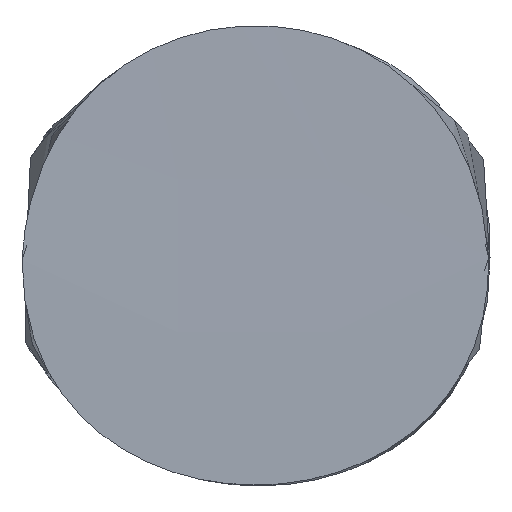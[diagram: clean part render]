
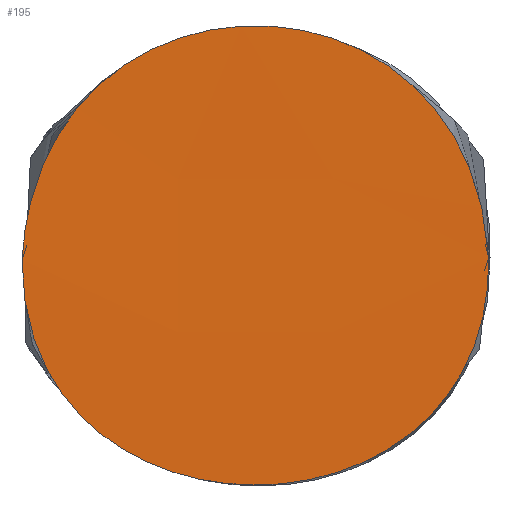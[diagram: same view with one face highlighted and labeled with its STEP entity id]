
A CAD part, front view. The second image highlights one B-rep face of the part: STEP entity #195.
In plain terms, the highlighted free-form (B-spline) face has degree [3, 3] with [4, 4] control points.
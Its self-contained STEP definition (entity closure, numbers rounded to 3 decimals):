
#24 = VERTEX_POINT('',#25);
#25 = CARTESIAN_POINT('',(-0.206,-0.998,
    -0.004));
#32 = B_SPLINE_SURFACE_WITH_KNOTS('',3,3,(
    (#33,#34,#35,#36)
    ,(#37,#38,#39,#40)
    ,(#41,#42,#43,#44)
    ,(#45,#46,#47,#48
    )),.UNSPECIFIED.,.F.,.F.,.F.,(4,4),(4,4),(0.,1.),(0.,1.),
  .PIECEWISE_BEZIER_KNOTS.);
#33 = CARTESIAN_POINT('',(0.228,1.041,
    -0.048));
#34 = CARTESIAN_POINT('',(0.234,0.339,
    -0.041));
#35 = CARTESIAN_POINT('',(0.243,-0.349,
    -0.033));
#36 = CARTESIAN_POINT('',(0.238,-1.048,
    -0.044));
#37 = CARTESIAN_POINT('',(0.224,1.043,0.245)
  );
#38 = CARTESIAN_POINT('',(0.237,0.361,0.244)
  );
#39 = CARTESIAN_POINT('',(0.212,-0.363,0.252)
  );
#40 = CARTESIAN_POINT('',(0.233,-1.039,0.252)
  );
#41 = CARTESIAN_POINT('',(-0.229,1.047,0.26)
  );
#42 = CARTESIAN_POINT('',(-0.236,0.336,0.262)
  );
#43 = CARTESIAN_POINT('',(-0.211,-0.334,0.261
    ));
#44 = CARTESIAN_POINT('',(-0.216,-1.052,0.268
    ));
#45 = CARTESIAN_POINT('',(-0.237,1.044,
    -0.037));
#46 = CARTESIAN_POINT('',(-0.236,0.357,
    -0.032));
#47 = CARTESIAN_POINT('',(-0.23,-0.348,
    -0.022));
#48 = CARTESIAN_POINT('',(-0.222,-1.035,
    -0.036));
#57 = B_SPLINE_SURFACE_WITH_KNOTS('',3,3,(
    (#58,#59,#60,#61)
    ,(#62,#63,#64,#65)
    ,(#66,#67,#68,#69)
    ,(#70,#71,#72,#73
    )),.UNSPECIFIED.,.F.,.F.,.F.,(4,4),(4,4),(0.,1.),(0.,1.),
  .PIECEWISE_BEZIER_KNOTS.);
#58 = CARTESIAN_POINT('',(-0.238,1.054,
    0.033));
#59 = CARTESIAN_POINT('',(-0.22,0.36,
    0.031));
#60 = CARTESIAN_POINT('',(-0.242,-0.341,
    0.025));
#61 = CARTESIAN_POINT('',(-0.221,-1.046,
    0.029));
#62 = CARTESIAN_POINT('',(-0.228,1.056,-0.258
    ));
#63 = CARTESIAN_POINT('',(-0.233,0.336,-0.279
    ));
#64 = CARTESIAN_POINT('',(-0.217,-0.357,
    -0.251));
#65 = CARTESIAN_POINT('',(-0.22,-1.061,
    -0.269));
#66 = CARTESIAN_POINT('',(0.235,1.054,-0.25)
  );
#67 = CARTESIAN_POINT('',(0.235,0.37,-0.227)
  );
#68 = CARTESIAN_POINT('',(0.233,-0.356,-0.243
    ));
#69 = CARTESIAN_POINT('',(0.242,-1.048,-0.249
    ));
#70 = CARTESIAN_POINT('',(0.223,1.056,
    0.049));
#71 = CARTESIAN_POINT('',(0.235,0.349,
    0.036));
#72 = CARTESIAN_POINT('',(0.228,-0.34,
    0.046));
#73 = CARTESIAN_POINT('',(0.239,-1.046,
    0.05));
#82 = EDGE_CURVE('',#83,#24,#85,.T.);
#83 = VERTEX_POINT('',#84);
#84 = CARTESIAN_POINT('',(0.202,-0.996,
    -0.002));
#85 = SURFACE_CURVE('',#86,(#91,#101),.PCURVE_S1.);
#86 = B_SPLINE_CURVE_WITH_KNOTS('',3,(#87,#88,#89,#90),.UNSPECIFIED.,.F.
  ,.F.,(4,4),(0.,1.),.PIECEWISE_BEZIER_KNOTS.);
#87 = CARTESIAN_POINT('',(0.202,-0.996,
    -0.002));
#88 = CARTESIAN_POINT('',(0.187,-0.996,0.269)
  );
#89 = CARTESIAN_POINT('',(-0.191,-0.996,0.268)
  );
#90 = CARTESIAN_POINT('',(-0.206,-0.998,
    -0.004));
#91 = PCURVE('',#32,#92);
#92 = DEFINITIONAL_REPRESENTATION('',(#93),#100);
#93 = B_SPLINE_CURVE_WITH_KNOTS('',5,(#94,#95,#96,#97,#98,#99),
  .UNSPECIFIED.,.F.,.F.,(6,6),(0.,1.),.PIECEWISE_BEZIER_KNOTS.);
#94 = CARTESIAN_POINT('',(0.056,0.976));
#95 = CARTESIAN_POINT('',(0.258,0.977));
#96 = CARTESIAN_POINT('',(0.499,0.977));
#97 = CARTESIAN_POINT('',(0.537,0.976));
#98 = CARTESIAN_POINT('',(0.769,0.977));
#99 = CARTESIAN_POINT('',(0.962,0.981));
#100 = ( GEOMETRIC_REPRESENTATION_CONTEXT(2) 
PARAMETRIC_REPRESENTATION_CONTEXT() REPRESENTATION_CONTEXT('2D SPACE',''
  ) );
#101 = PCURVE('',#102,#119);
#102 = B_SPLINE_SURFACE_WITH_KNOTS('',3,3,(
    (#103,#104,#105,#106)
    ,(#107,#108,#109,#110)
    ,(#111,#112,#113,#114)
    ,(#115,#116,#117,#118
    )),.UNSPECIFIED.,.F.,.F.,.F.,(4,4),(4,4),(0.,1.),(0.,1.),
  .PIECEWISE_BEZIER_KNOTS.);
#103 = CARTESIAN_POINT('',(-0.21,-0.997,
    -0.204));
#104 = CARTESIAN_POINT('',(-0.21,-0.998,
    -0.066));
#105 = CARTESIAN_POINT('',(-0.21,-0.997,
    0.073));
#106 = CARTESIAN_POINT('',(-0.21,-0.997,
    0.211));
#107 = CARTESIAN_POINT('',(-0.072,-0.996,
    -0.203));
#108 = CARTESIAN_POINT('',(-0.071,-0.999,
    -0.062));
#109 = CARTESIAN_POINT('',(-0.07,-0.995,
    0.071));
#110 = CARTESIAN_POINT('',(-0.072,-0.997,
    0.212));
#111 = CARTESIAN_POINT('',(0.068,-0.998,
    -0.201));
#112 = CARTESIAN_POINT('',(0.069,-0.997,
    -0.066));
#113 = CARTESIAN_POINT('',(0.067,-0.998,
    0.075));
#114 = CARTESIAN_POINT('',(0.068,-0.996,
    0.21));
#115 = CARTESIAN_POINT('',(0.207,-0.996,
    -0.202));
#116 = CARTESIAN_POINT('',(0.206,-0.995,
    -0.063));
#117 = CARTESIAN_POINT('',(0.208,-0.996,
    0.075));
#118 = CARTESIAN_POINT('',(0.206,-0.995,0.213
    ));
#119 = DEFINITIONAL_REPRESENTATION('',(#120),#126);
#120 = B_SPLINE_CURVE_WITH_KNOTS('',4,(#121,#122,#123,#124,#125),
  .UNSPECIFIED.,.F.,.F.,(5,5),(0.,1.),.PIECEWISE_BEZIER_KNOTS.);
#121 = CARTESIAN_POINT('',(0.99,0.481));
#122 = CARTESIAN_POINT('',(0.96,0.971));
#123 = CARTESIAN_POINT('',(0.501,1.141));
#124 = CARTESIAN_POINT('',(0.036,0.973));
#125 = CARTESIAN_POINT('',(0.009,0.481));
#126 = ( GEOMETRIC_REPRESENTATION_CONTEXT(2) 
PARAMETRIC_REPRESENTATION_CONTEXT() REPRESENTATION_CONTEXT('2D SPACE',''
  ) );
#195 = ADVANCED_FACE('',(#196),#102,.T.);
#196 = FACE_BOUND('',#197,.T.);
#197 = EDGE_LOOP('',(#198,#199));
#198 = ORIENTED_EDGE('',*,*,#82,.T.);
#199 = ORIENTED_EDGE('',*,*,#200,.T.);
#200 = EDGE_CURVE('',#24,#83,#201,.T.);
#201 = SURFACE_CURVE('',#202,(#207,#216),.PCURVE_S1.);
#202 = B_SPLINE_CURVE_WITH_KNOTS('',3,(#203,#204,#205,#206),
  .UNSPECIFIED.,.F.,.F.,(4,4),(0.,1.),.PIECEWISE_BEZIER_KNOTS.);
#203 = CARTESIAN_POINT('',(-0.206,-0.998,
    -0.004));
#204 = CARTESIAN_POINT('',(-0.208,-0.996,
    -0.268));
#205 = CARTESIAN_POINT('',(0.206,-0.996,
    -0.267));
#206 = CARTESIAN_POINT('',(0.202,-0.996,
    -0.002));
#207 = PCURVE('',#102,#208);
#208 = DEFINITIONAL_REPRESENTATION('',(#209),#215);
#209 = B_SPLINE_CURVE_WITH_KNOTS('',4,(#210,#211,#212,#213,#214),
  .UNSPECIFIED.,.F.,.F.,(5,5),(0.,1.),.PIECEWISE_BEZIER_KNOTS.);
#210 = CARTESIAN_POINT('',(0.009,0.481));
#211 = CARTESIAN_POINT('',(0.007,0.004));
#212 = CARTESIAN_POINT('',(0.502,-0.161));
#213 = CARTESIAN_POINT('',(0.998,0.002));
#214 = CARTESIAN_POINT('',(0.99,0.481));
#215 = ( GEOMETRIC_REPRESENTATION_CONTEXT(2) 
PARAMETRIC_REPRESENTATION_CONTEXT() REPRESENTATION_CONTEXT('2D SPACE',''
  ) );
#216 = PCURVE('',#57,#217);
#217 = DEFINITIONAL_REPRESENTATION('',(#218),#225);
#218 = B_SPLINE_CURVE_WITH_KNOTS('',5,(#219,#220,#221,#222,#223,#224),
  .UNSPECIFIED.,.F.,.F.,(6,6),(0.,1.),.PIECEWISE_BEZIER_KNOTS.);
#219 = CARTESIAN_POINT('',(0.042,0.977));
#220 = CARTESIAN_POINT('',(0.235,0.972));
#221 = CARTESIAN_POINT('',(0.433,0.973));
#222 = CARTESIAN_POINT('',(0.535,0.973));
#223 = CARTESIAN_POINT('',(0.73,0.975));
#224 = CARTESIAN_POINT('',(0.93,0.976));
#225 = ( GEOMETRIC_REPRESENTATION_CONTEXT(2) 
PARAMETRIC_REPRESENTATION_CONTEXT() REPRESENTATION_CONTEXT('2D SPACE',''
  ) );
